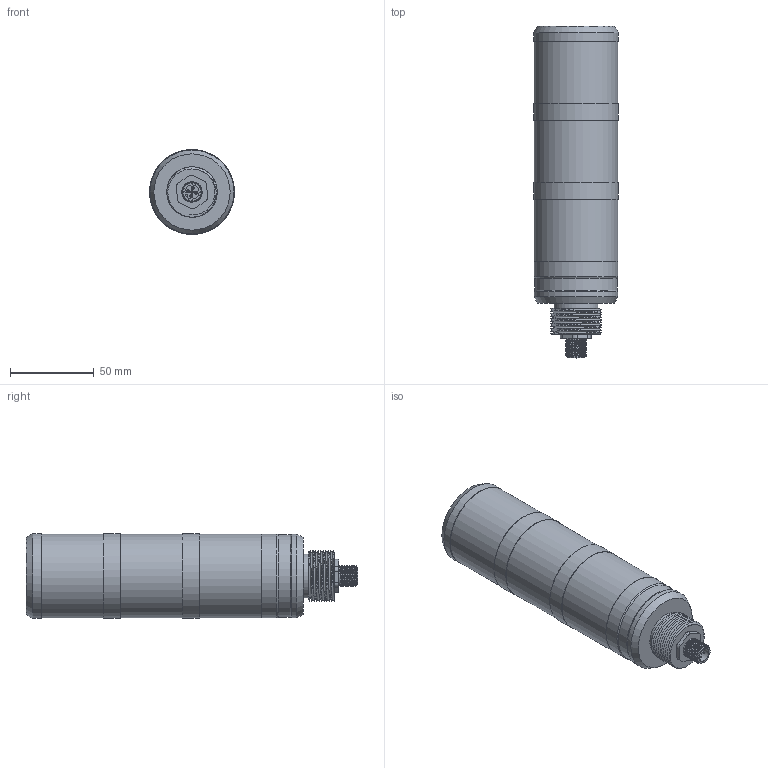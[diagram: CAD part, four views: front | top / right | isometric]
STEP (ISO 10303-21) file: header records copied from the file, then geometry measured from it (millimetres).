
FILE_DESCRIPTION(/* description */ (''),/* implementation_level */ '2;1');
FILE_NAME(/* name */ 'SBT-RGB-R50-3S-B5.stp',/* time_stamp */ '2022-01-20T08:47:55+01:00',/* author */ ('S. Sandt'),/* organization */ ('di-soric GmbH & Co. KG'),/* preprocessor_version */ 'ST-DEVELOPER v18.1',/* originating_system */ 'Autodesk Inventor 2021',/* authorisation */ '');
FILE_SCHEMA (('AUTOMOTIVE_DESIGN { 1 0 10303 214 3 1 1 }'));
Length unit declared in the file: millimetre
Products named in the file (9): SBT-RGB-R50-3S-B5; Sockel 3DModell; Stecker; PC Ring V02; Verbindungsteil V03; 540.0582.421; Stecker M12_einbau_escha; Stecker M12_einbau_escha_1; Stecker M12_einbau_escha_stift
Assembly tree (15 placements, depth 3):
  SBT-RGB-R50-3S-B5
    Sockel 3DModell
    Stecker
    PC Ring V02  x3
    Verbindungsteil V03  x2
    540.0582.421
    Stecker M12_einbau_escha
      Stecker M12_einbau_escha_1
      Stecker M12_einbau_escha_stift  x5
Bounding box: 50.6 x 197.6 x 50.6 mm (x, y, z)
Volume: 117378 mm3; surface area: 73101.7 mm2
Topology: 15 solids, 15 shells, 185 faces, 378 edges, 249 vertices
Faces by surface type: cylinder 100, plane 66, cone 9, bspline 7, torus 3
Full cylindrical faces by diameter (mm): 0.7 x5, 1.7 x5, 1.8 x4, 7.85 x1, 8.8 x1, 9.5 x1, 9.9 x2, 10.5 x1, 10.917 x1, 11 x18, 12 x17, 14.8 x1, 26 x1, 42.2 x2, 44.5 x3, 47.7 x6, 48.5 x6, 49 x1, 50 x5, 50.6 x3
Entity records: 23059 total; most frequent: CARTESIAN_POINT 19622, DIRECTION 629, ORIENTED_EDGE 620, EDGE_CURVE 310, AXIS2_PLACEMENT_3D 257, VERTEX_POINT 205, EDGE_LOOP 169, FACE_OUTER_BOUND 137
